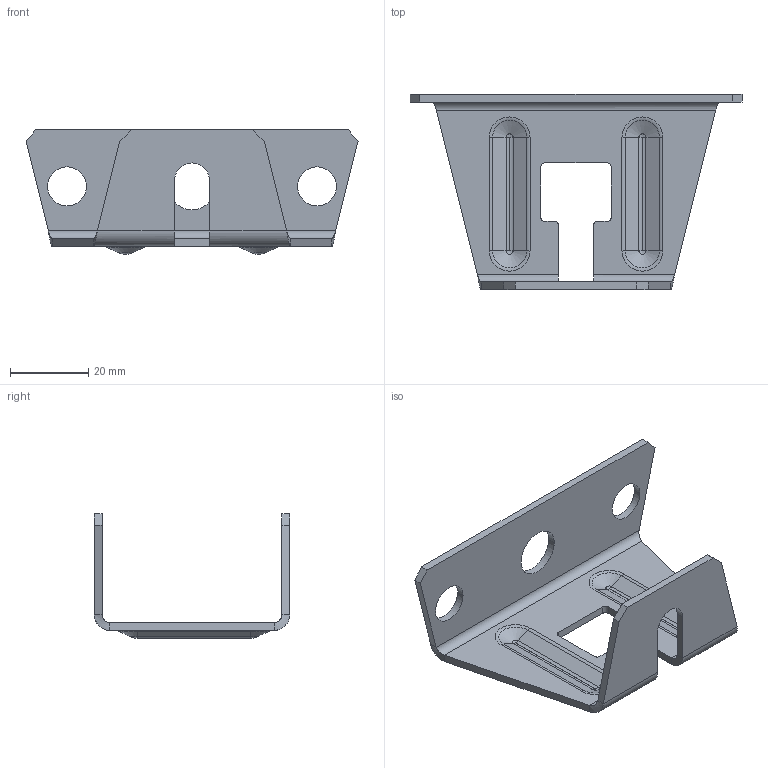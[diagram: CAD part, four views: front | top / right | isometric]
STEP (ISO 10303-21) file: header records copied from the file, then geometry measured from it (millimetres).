
FILE_DESCRIPTION((''),'2;1');
FILE_NAME('750808','2019-05-20T14:23:13',('tomasz.grudniewski'),(''),'CREO PARAMETRIC BY PTC INC, 2018500','CREO PARAMETRIC BY PTC INC, 2018500','');
FILE_SCHEMA(('CONFIG_CONTROL_DESIGN'));
Length unit declared in the file: millimetre
Products named in the file (1): 750808
Bounding box: 85 x 50 x 31.86 mm (x, y, z)
Volume: 10976.6 mm3; surface area: 12088.7 mm2
Topology: 1 solids, 1 shells, 104 faces, 244 edges, 144 vertices
Faces by surface type: plane 41, cylinder 35, bspline 12, torus 8, cone 8
Entity records: 3360 total; most frequent: CARTESIAN_POINT 948, DIRECTION 498, ORIENTED_EDGE 488, EDGE_CURVE 244, AXIS2_PLACEMENT_3D 178, VERTEX_POINT 144, VECTOR 142, LINE 142
